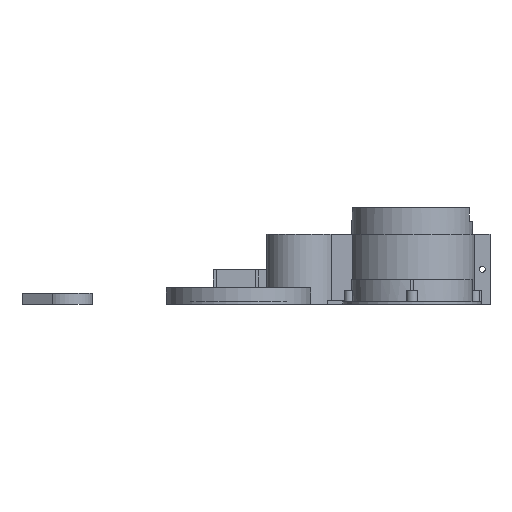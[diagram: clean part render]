
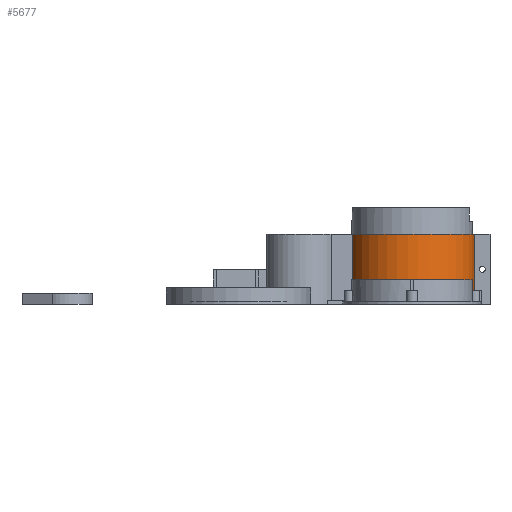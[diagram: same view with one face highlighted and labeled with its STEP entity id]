
A CAD part, left-side view. The second image highlights one B-rep face of the part: STEP entity #5677.
In plain terms, the highlighted cylindrical face has radius 45.5 mm (diameter 91 mm), a partial arc.
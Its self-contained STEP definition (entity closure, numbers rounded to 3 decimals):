
#679=FACE_OUTER_BOUND('',#1132,.T.);
#1132=EDGE_LOOP('',(#4758,#4759,#4760,#4761));
#1495=LINE('',#10777,#1928);
#1496=LINE('',#10783,#1929);
#1928=VECTOR('',#7605,10.);
#1929=VECTOR('',#7612,10.);
#2370=CIRCLE('',#6338,45.5);
#2371=CIRCLE('',#6339,45.5);
#2776=VERTEX_POINT('',#10773);
#2777=VERTEX_POINT('',#10775);
#2778=VERTEX_POINT('',#10779);
#2779=VERTEX_POINT('',#10781);
#3474=EDGE_CURVE('',#2776,#2777,#1495,.T.);
#3475=EDGE_CURVE('',#2778,#2776,#2370,.T.);
#3476=EDGE_CURVE('',#2779,#2777,#2371,.T.);
#3477=EDGE_CURVE('',#2778,#2779,#1496,.T.);
#4758=ORIENTED_EDGE('',*,*,#3475,.T.);
#4759=ORIENTED_EDGE('',*,*,#3474,.T.);
#4760=ORIENTED_EDGE('',*,*,#3476,.F.);
#4761=ORIENTED_EDGE('',*,*,#3477,.F.);
#5461=CYLINDRICAL_SURFACE('',#6337,45.5);
#5677=ADVANCED_FACE('',(#679),#5461,.T.);
#6337=AXIS2_PLACEMENT_3D('',#10778,#7606,#7607);
#6338=AXIS2_PLACEMENT_3D('',#10780,#7608,#7609);
#6339=AXIS2_PLACEMENT_3D('',#10782,#7610,#7611);
#7605=DIRECTION('',(0.,0.,1.));
#7606=DIRECTION('center_axis',(0.,0.,1.));
#7607=DIRECTION('ref_axis',(-0.312,0.95,0.));
#7608=DIRECTION('center_axis',(0.,0.,1.));
#7609=DIRECTION('ref_axis',(-0.312,0.95,0.));
#7610=DIRECTION('center_axis',(0.,0.,1.));
#7611=DIRECTION('ref_axis',(-0.312,0.95,0.));
#7612=DIRECTION('',(0.,0.,1.));
#10773=CARTESIAN_POINT('',(344.499,4.834,0.));
#10775=CARTESIAN_POINT('',(344.499,4.834,50.8));
#10777=CARTESIAN_POINT('',(344.499,4.834,0.));
#10778=CARTESIAN_POINT('Origin',(350.,50.,0.));
#10779=CARTESIAN_POINT('',(335.813,93.232,0.));
#10780=CARTESIAN_POINT('Origin',(350.,50.,0.));
#10781=CARTESIAN_POINT('',(335.813,93.232,50.8));
#10782=CARTESIAN_POINT('Origin',(350.,50.,50.8));
#10783=CARTESIAN_POINT('',(335.813,93.232,0.));
